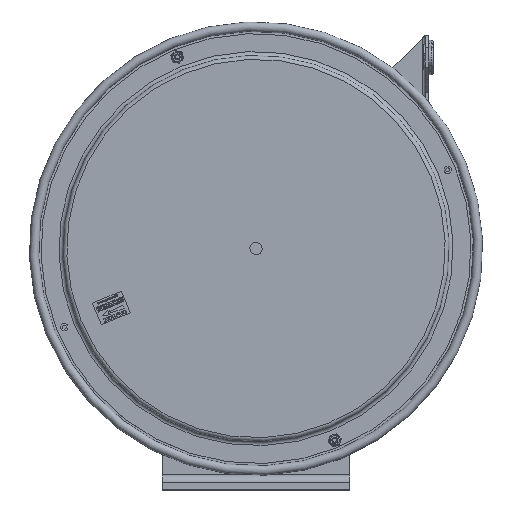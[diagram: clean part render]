
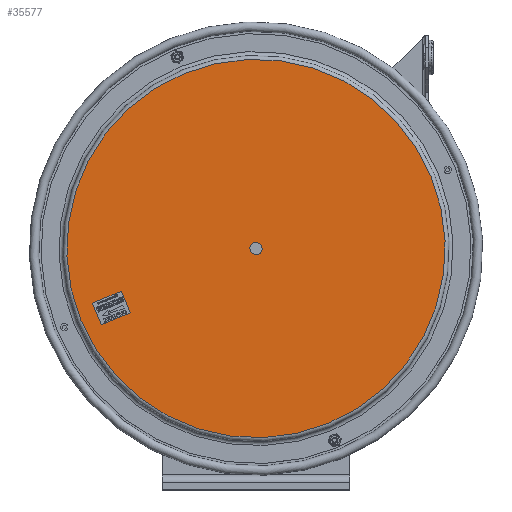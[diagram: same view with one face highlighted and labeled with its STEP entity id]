
A CAD part, top view. The second image highlights one B-rep face of the part: STEP entity #35577.
In plain terms, the highlighted planar face has unit normal (0, 0, 1).
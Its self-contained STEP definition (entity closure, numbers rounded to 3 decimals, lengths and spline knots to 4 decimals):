
#2549=FACE_BOUND('',#5240,.T.);
#3228=CIRCLE('',#37587,0.195);
#3230=CIRCLE('',#37590,6.05);
#3231=CIRCLE('',#37591,6.05);
#3951=FACE_OUTER_BOUND('',#5239,.T.);
#5239=EDGE_LOOP('',(#26369,#26370));
#5240=EDGE_LOOP('',(#26371));
#14116=VERTEX_POINT('',#49324);
#14118=VERTEX_POINT('',#49330);
#14119=VERTEX_POINT('',#49331);
#19500=EDGE_CURVE('',#14116,#14116,#3228,.T.);
#19503=EDGE_CURVE('',#14118,#14119,#3230,.T.);
#19504=EDGE_CURVE('',#14119,#14118,#3231,.T.);
#26369=ORIENTED_EDGE('',*,*,#19503,.T.);
#26370=ORIENTED_EDGE('',*,*,#19504,.T.);
#26371=ORIENTED_EDGE('',*,*,#19500,.T.);
#33442=PLANE('',#37593);
#35577=ADVANCED_FACE('',(#3951,#2549),#33442,.T.);
#37587=AXIS2_PLACEMENT_3D('',#49325,#40620,#40621);
#37590=AXIS2_PLACEMENT_3D('',#49332,#40627,#40628);
#37591=AXIS2_PLACEMENT_3D('',#49333,#40629,#40630);
#37593=AXIS2_PLACEMENT_3D('',#49335,#40633,#40634);
#40620=DIRECTION('center_axis',(0.,0.,
-1.));
#40621=DIRECTION('ref_axis',(0.925,0.38,0.));
#40627=DIRECTION('center_axis',(0.,0.,
1.));
#40628=DIRECTION('ref_axis',(-0.925,-0.38,0.));
#40629=DIRECTION('center_axis',(0.,0.,
1.));
#40630=DIRECTION('ref_axis',(-0.925,-0.38,0.));
#40633=DIRECTION('center_axis',(0.,0.,
1.));
#40634=DIRECTION('ref_axis',(-0.38,0.925,0.));
#49324=CARTESIAN_POINT('',(-0.1804,-0.0741,3.2284));
#49325=CARTESIAN_POINT('Origin',(0.,0.,
3.2284));
#49330=CARTESIAN_POINT('',(-5.5961,-2.2992,3.2284));
#49331=CARTESIAN_POINT('',(2.2992,-5.5961,3.2284));
#49332=CARTESIAN_POINT('Origin',(0.,0.,
3.2284));
#49333=CARTESIAN_POINT('Origin',(0.,0.,
3.2284));
#49335=CARTESIAN_POINT('Origin',(-2.798,-1.1496,3.2284));
